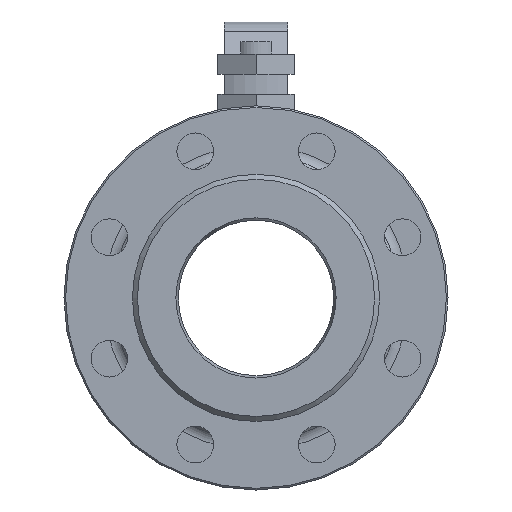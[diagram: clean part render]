
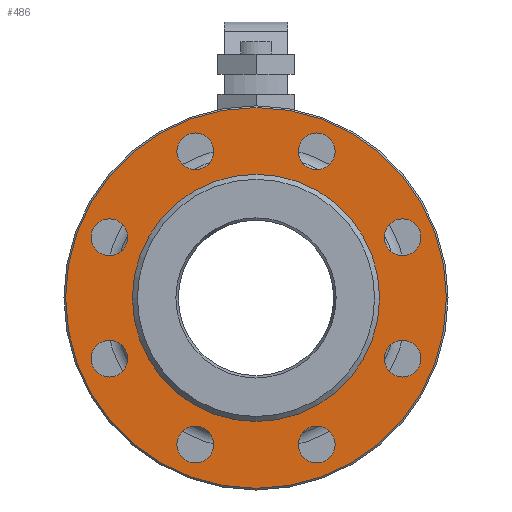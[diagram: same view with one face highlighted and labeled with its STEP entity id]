
A CAD part, left-side view. The second image highlights one B-rep face of the part: STEP entity #486.
In plain terms, the highlighted planar face has unit normal (-1, 0, 0).
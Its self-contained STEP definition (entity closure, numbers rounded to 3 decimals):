
#486 = ADVANCED_FACE( '', ( #1210, #1211, #1212, #1213, #1214, #1215, #1216, #1217, #1218, #1219 ), #1220, .F. );
#1210 = FACE_BOUND( '', #2211, .T. );
#1211 = FACE_BOUND( '', #2212, .T. );
#1212 = FACE_BOUND( '', #2213, .T. );
#1213 = FACE_BOUND( '', #2214, .T. );
#1214 = FACE_BOUND( '', #2215, .T. );
#1215 = FACE_BOUND( '', #2216, .T. );
#1216 = FACE_BOUND( '', #2217, .T. );
#1217 = FACE_BOUND( '', #2218, .T. );
#1218 = FACE_BOUND( '', #2219, .T. );
#1219 = FACE_OUTER_BOUND( '', #2220, .T. );
#1220 = PLANE( '', #2221 );
#2211 = EDGE_LOOP( '', ( #3574 ) );
#2212 = EDGE_LOOP( '', ( #3575 ) );
#2213 = EDGE_LOOP( '', ( #3576 ) );
#2214 = EDGE_LOOP( '', ( #3577 ) );
#2215 = EDGE_LOOP( '', ( #3578 ) );
#2216 = EDGE_LOOP( '', ( #3579 ) );
#2217 = EDGE_LOOP( '', ( #3580 ) );
#2218 = EDGE_LOOP( '', ( #3581 ) );
#2219 = EDGE_LOOP( '', ( #3582 ) );
#2220 = EDGE_LOOP( '', ( #3583 ) );
#2221 = AXIS2_PLACEMENT_3D( '', #3584, #3585, #3586 );
#3574 = ORIENTED_EDGE( '', *, *, #4815, .F. );
#3575 = ORIENTED_EDGE( '', *, *, #5049, .F. );
#3576 = ORIENTED_EDGE( '', *, *, #5179, .F. );
#3577 = ORIENTED_EDGE( '', *, *, #5180, .F. );
#3578 = ORIENTED_EDGE( '', *, *, #5148, .F. );
#3579 = ORIENTED_EDGE( '', *, *, #5181, .F. );
#3580 = ORIENTED_EDGE( '', *, *, #5182, .F. );
#3581 = ORIENTED_EDGE( '', *, *, #4904, .F. );
#3582 = ORIENTED_EDGE( '', *, *, #5183, .F. );
#3583 = ORIENTED_EDGE( '', *, *, #5184, .T. );
#3584 = CARTESIAN_POINT( '', ( 3., 0., -74. ) );
#3585 = DIRECTION( '', ( 1., 0., 0. ) );
#3586 = DIRECTION( '', ( 0., 0., -1. ) );
#4815 = EDGE_CURVE( '', #5545, #5545, #5546, .T. );
#4904 = EDGE_CURVE( '', #5704, #5704, #5705, .T. );
#5049 = EDGE_CURVE( '', #5939, #5939, #5940, .T. );
#5148 = EDGE_CURVE( '', #6088, #6088, #6089, .T. );
#5179 = EDGE_CURVE( '', #6137, #6137, #6138, .T. );
#5180 = EDGE_CURVE( '', #6139, #6139, #6140, .T. );
#5181 = EDGE_CURVE( '', #6141, #6141, #6142, .T. );
#5182 = EDGE_CURVE( '', #6143, #6143, #6144, .T. );
#5183 = EDGE_CURVE( '', #6145, #6145, #6146, .T. );
#5184 = EDGE_CURVE( '', #6147, #6147, #6148, .T. );
#5545 = VERTEX_POINT( '', #6616 );
#5546 = CIRCLE( '', #6617, 11. );
#5704 = VERTEX_POINT( '', #6939 );
#5705 = CIRCLE( '', #6940, 11. );
#5939 = VERTEX_POINT( '', #7593 );
#5940 = CIRCLE( '', #7594, 11. );
#6088 = VERTEX_POINT( '', #7949 );
#6089 = CIRCLE( '', #7950, 11. );
#6137 = VERTEX_POINT( '', #8041 );
#6138 = CIRCLE( '', #8042, 11. );
#6139 = VERTEX_POINT( '', #8043 );
#6140 = CIRCLE( '', #8044, 11. );
#6141 = VERTEX_POINT( '', #8045 );
#6142 = CIRCLE( '', #8046, 11. );
#6143 = VERTEX_POINT( '', #8047 );
#6144 = CIRCLE( '', #8048, 11. );
#6145 = VERTEX_POINT( '', #8049 );
#6146 = CIRCLE( '', #8050, 74. );
#6147 = VERTEX_POINT( '', #8051 );
#6148 = CIRCLE( '', #8052, 114. );
#6616 = CARTESIAN_POINT( '', ( 3., -25.355, 87.769 ) );
#6617 = AXIS2_PLACEMENT_3D( '', #8856, #8857, #8858 );
#6939 = CARTESIAN_POINT( '', ( 3., 47.355, 87.769 ) );
#6940 = AXIS2_PLACEMENT_3D( '', #8956, #8957, #8958 );
#7593 = CARTESIAN_POINT( '', ( 3., -76.769, 36.355 ) );
#7594 = AXIS2_PLACEMENT_3D( '', #9126, #9127, #9128 );
#7949 = CARTESIAN_POINT( '', ( 3., 47.355, -87.769 ) );
#7950 = AXIS2_PLACEMENT_3D( '', #9228, #9229, #9230 );
#8041 = CARTESIAN_POINT( '', ( 3., -76.769, -36.355 ) );
#8042 = AXIS2_PLACEMENT_3D( '', #9262, #9263, #9264 );
#8043 = CARTESIAN_POINT( '', ( 3., -25.355, -87.769 ) );
#8044 = AXIS2_PLACEMENT_3D( '', #9265, #9266, #9267 );
#8045 = CARTESIAN_POINT( '', ( 3., 98.769, -36.355 ) );
#8046 = AXIS2_PLACEMENT_3D( '', #9268, #9269, #9270 );
#8047 = CARTESIAN_POINT( '', ( 3., 98.769, 36.355 ) );
#8048 = AXIS2_PLACEMENT_3D( '', #9271, #9272, #9273 );
#8049 = CARTESIAN_POINT( '', ( 3., 0., 74. ) );
#8050 = AXIS2_PLACEMENT_3D( '', #9274, #9275, #9276 );
#8051 = CARTESIAN_POINT( '', ( 3., 0., 114. ) );
#8052 = AXIS2_PLACEMENT_3D( '', #9277, #9278, #9279 );
#8856 = CARTESIAN_POINT( '', ( 3., -36.355, 87.769 ) );
#8857 = DIRECTION( '', ( -1., 0., 0. ) );
#8858 = DIRECTION( '', ( 0., 1., 0. ) );
#8956 = CARTESIAN_POINT( '', ( 3., 36.355, 87.769 ) );
#8957 = DIRECTION( '', ( -1., 0., 0. ) );
#8958 = DIRECTION( '', ( 0., 1., 0. ) );
#9126 = CARTESIAN_POINT( '', ( 3., -87.769, 36.355 ) );
#9127 = DIRECTION( '', ( -1., 0., 0. ) );
#9128 = DIRECTION( '', ( 0., 1., 0. ) );
#9228 = CARTESIAN_POINT( '', ( 3., 36.355, -87.769 ) );
#9229 = DIRECTION( '', ( -1., 0., 0. ) );
#9230 = DIRECTION( '', ( 0., 1., 0. ) );
#9262 = CARTESIAN_POINT( '', ( 3., -87.769, -36.355 ) );
#9263 = DIRECTION( '', ( -1., 0., 0. ) );
#9264 = DIRECTION( '', ( 0., 1., 0. ) );
#9265 = CARTESIAN_POINT( '', ( 3., -36.355, -87.769 ) );
#9266 = DIRECTION( '', ( -1., 0., 0. ) );
#9267 = DIRECTION( '', ( 0., 1., 0. ) );
#9268 = CARTESIAN_POINT( '', ( 3., 87.769, -36.355 ) );
#9269 = DIRECTION( '', ( -1., 0., 0. ) );
#9270 = DIRECTION( '', ( 0., 1., 0. ) );
#9271 = CARTESIAN_POINT( '', ( 3., 87.769, 36.355 ) );
#9272 = DIRECTION( '', ( -1., 0., 0. ) );
#9273 = DIRECTION( '', ( 0., 1., 0. ) );
#9274 = CARTESIAN_POINT( '', ( 3., 0., 0. ) );
#9275 = DIRECTION( '', ( -1., 0., 0. ) );
#9276 = DIRECTION( '', ( 0., 0., 1. ) );
#9277 = CARTESIAN_POINT( '', ( 3., 0., 0. ) );
#9278 = DIRECTION( '', ( -1., 0., 0. ) );
#9279 = DIRECTION( '', ( 0., 0., 1. ) );
